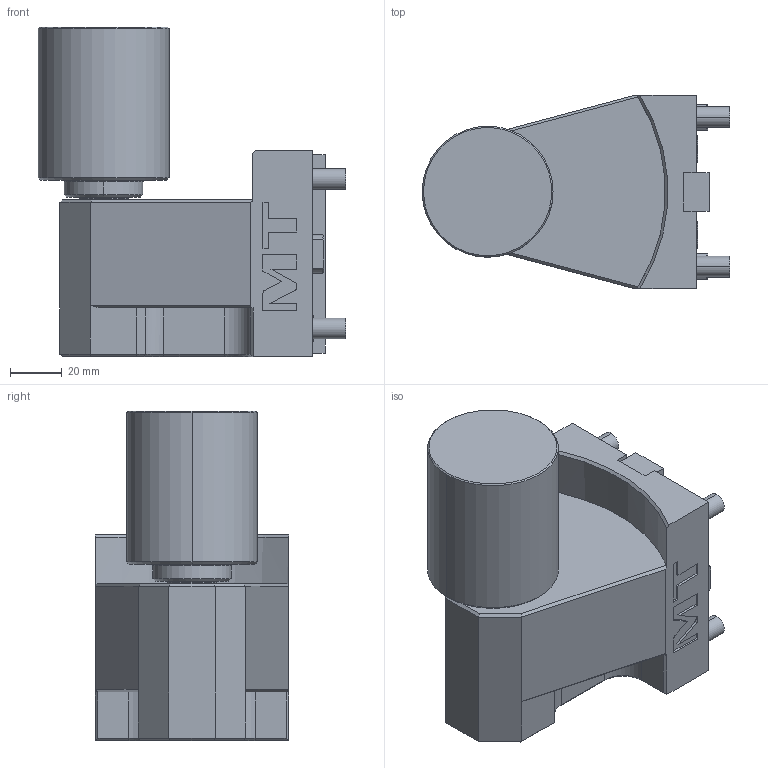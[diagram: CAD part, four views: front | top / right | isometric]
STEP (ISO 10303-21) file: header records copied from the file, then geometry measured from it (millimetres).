
FILE_DESCRIPTION((''),'2;1');
FILE_NAME('DWO1900100L_CONF','2023-04-28T10:38:05',('gvalli'),('M.T. srl'),'CREO PARAMETRIC BY PTC INC, 2021072','CREO PARAMETRIC BY PTC INC, 2021072','');
FILE_SCHEMA(('CONFIG_CONTROL_DESIGN'));
Length unit declared in the file: millimetre
Products named in the file (1): DWO1900100L_CONF
Bounding box: 119.4 x 75 x 128 mm (x, y, z)
Volume: 479924.3 mm3; surface area: 51152.8 mm2
Topology: 1 solids, 1 shells, 170 faces, 421 edges, 268 vertices
Faces by surface type: plane 118, cylinder 25, cone 15, torus 8, extrusion 4
Entity records: 5075 total; most frequent: CARTESIAN_POINT 982, ORIENTED_EDGE 842, DIRECTION 814, EDGE_CURVE 421, VECTOR 320, LINE 316, VERTEX_POINT 268, AXIS2_PLACEMENT_3D 247
